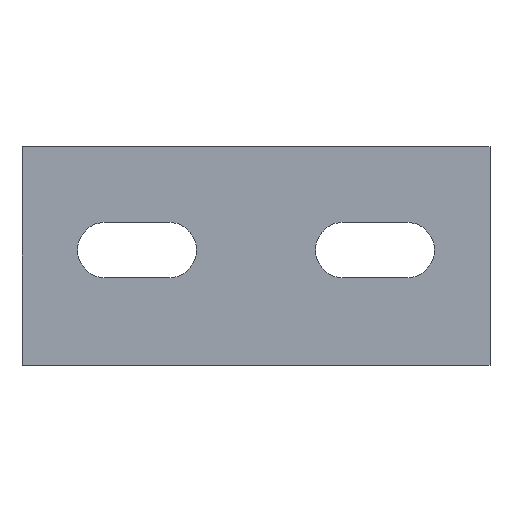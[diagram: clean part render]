
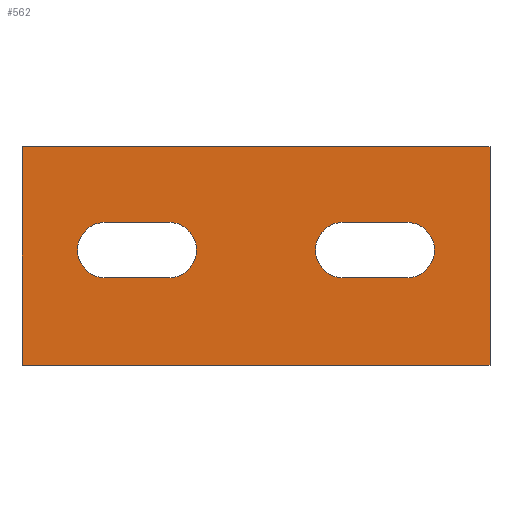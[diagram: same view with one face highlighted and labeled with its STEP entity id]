
A CAD part, front view. The second image highlights one B-rep face of the part: STEP entity #562.
In plain terms, the highlighted planar face has unit normal (0, -1, 0).
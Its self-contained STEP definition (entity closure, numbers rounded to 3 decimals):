
#23=FACE_BOUND('',#88,.T.);
#24=FACE_BOUND('',#89,.T.);
#30=PLANE('',#607);
#53=FACE_OUTER_BOUND('',#87,.T.);
#87=EDGE_LOOP('',(#431,#432,#433,#434));
#88=EDGE_LOOP('',(#435,#436,#437,#438));
#89=EDGE_LOOP('',(#439,#440,#441,#442));
#142=LINE('',#888,#201);
#143=LINE('',#890,#202);
#144=LINE('',#892,#203);
#145=LINE('',#893,#204);
#146=LINE('',#895,#205);
#147=LINE('',#897,#206);
#148=LINE('',#900,#207);
#149=LINE('',#902,#208);
#201=VECTOR('',#710,27.5);
#202=VECTOR('',#711,59.);
#203=VECTOR('',#712,27.5);
#204=VECTOR('',#713,59.);
#205=VECTOR('',#714,8.);
#206=VECTOR('',#715,8.);
#207=VECTOR('',#718,8.);
#208=VECTOR('',#719,8.);
#232=CIRCLE('',#588,3.5);
#234=CIRCLE('',#591,3.5);
#245=CIRCLE('',#608,3.5);
#246=CIRCLE('',#609,3.5);
#252=VERTEX_POINT('',#803);
#253=VERTEX_POINT('',#804);
#256=VERTEX_POINT('',#812);
#257=VERTEX_POINT('',#813);
#287=VERTEX_POINT('',#886);
#288=VERTEX_POINT('',#887);
#289=VERTEX_POINT('',#889);
#290=VERTEX_POINT('',#891);
#291=VERTEX_POINT('',#894);
#292=VERTEX_POINT('',#896);
#293=VERTEX_POINT('',#899);
#294=VERTEX_POINT('',#901);
#304=EDGE_CURVE('',#252,#253,#232,.T.);
#308=EDGE_CURVE('',#256,#257,#234,.T.);
#345=EDGE_CURVE('',#287,#288,#142,.T.);
#346=EDGE_CURVE('',#289,#287,#143,.T.);
#347=EDGE_CURVE('',#289,#290,#144,.T.);
#348=EDGE_CURVE('',#290,#288,#145,.T.);
#349=EDGE_CURVE('',#291,#252,#146,.T.);
#350=EDGE_CURVE('',#253,#292,#147,.T.);
#351=EDGE_CURVE('',#292,#291,#245,.T.);
#352=EDGE_CURVE('',#293,#256,#148,.T.);
#353=EDGE_CURVE('',#257,#294,#149,.T.);
#354=EDGE_CURVE('',#294,#293,#246,.T.);
#431=ORIENTED_EDGE('',*,*,#345,.F.);
#432=ORIENTED_EDGE('',*,*,#346,.F.);
#433=ORIENTED_EDGE('',*,*,#347,.T.);
#434=ORIENTED_EDGE('',*,*,#348,.T.);
#435=ORIENTED_EDGE('',*,*,#349,.T.);
#436=ORIENTED_EDGE('',*,*,#304,.T.);
#437=ORIENTED_EDGE('',*,*,#350,.T.);
#438=ORIENTED_EDGE('',*,*,#351,.T.);
#439=ORIENTED_EDGE('',*,*,#352,.T.);
#440=ORIENTED_EDGE('',*,*,#308,.T.);
#441=ORIENTED_EDGE('',*,*,#353,.T.);
#442=ORIENTED_EDGE('',*,*,#354,.T.);
#562=ADVANCED_FACE('',(#53,#23,#24),#30,.F.);
#588=AXIS2_PLACEMENT_3D('',#805,#642,#643);
#591=AXIS2_PLACEMENT_3D('',#814,#650,#651);
#607=AXIS2_PLACEMENT_3D('',#885,#708,#709);
#608=AXIS2_PLACEMENT_3D('',#898,#716,#717);
#609=AXIS2_PLACEMENT_3D('',#903,#720,#721);
#642=DIRECTION('center_axis',(0.,1.,0.));
#643=DIRECTION('ref_axis',(-1.,0.,0.));
#650=DIRECTION('center_axis',(0.,1.,0.));
#651=DIRECTION('ref_axis',(-1.,0.,0.));
#708=DIRECTION('center_axis',(0.,1.,0.));
#709=DIRECTION('ref_axis',(-1.,0.,0.));
#710=DIRECTION('',(0.,0.,-1.));
#711=DIRECTION('',(1.,0.,0.));
#712=DIRECTION('',(0.,0.,-1.));
#713=DIRECTION('',(1.,0.,0.));
#714=DIRECTION('',(-1.,0.,0.));
#715=DIRECTION('',(1.,0.,0.));
#716=DIRECTION('center_axis',(0.,1.,0.));
#717=DIRECTION('ref_axis',(-1.,0.,0.));
#718=DIRECTION('',(-1.,0.,0.));
#719=DIRECTION('',(1.,0.,0.));
#720=DIRECTION('center_axis',(0.,1.,0.));
#721=DIRECTION('ref_axis',(-1.,0.,0.));
#803=CARTESIAN_POINT('',(40.5,0.,-18.5));
#804=CARTESIAN_POINT('',(40.5,0.,-11.5));
#805=CARTESIAN_POINT('Origin',(40.5,0.,-15.));
#812=CARTESIAN_POINT('',(10.5,0.,-18.5));
#813=CARTESIAN_POINT('',(10.5,0.,-11.5));
#814=CARTESIAN_POINT('Origin',(10.5,0.,-15.));
#885=CARTESIAN_POINT('Origin',(59.,0.,29.5));
#886=CARTESIAN_POINT('',(59.,0.,-2.));
#887=CARTESIAN_POINT('',(59.,0.,-29.5));
#888=CARTESIAN_POINT('',(59.,0.,29.5));
#889=CARTESIAN_POINT('',(0.,0.,-2.));
#890=CARTESIAN_POINT('',(0.,0.,-2.));
#891=CARTESIAN_POINT('',(0.,0.,-29.5));
#892=CARTESIAN_POINT('',(0.,0.,29.5));
#893=CARTESIAN_POINT('',(59.,0.,-29.5));
#894=CARTESIAN_POINT('',(48.5,0.,-18.5));
#895=CARTESIAN_POINT('',(40.5,0.,-18.5));
#896=CARTESIAN_POINT('',(48.5,0.,-11.5));
#897=CARTESIAN_POINT('',(40.5,0.,-11.5));
#898=CARTESIAN_POINT('Origin',(48.5,0.,-15.));
#899=CARTESIAN_POINT('',(18.5,0.,-18.5));
#900=CARTESIAN_POINT('',(10.5,0.,-18.5));
#901=CARTESIAN_POINT('',(18.5,0.,-11.5));
#902=CARTESIAN_POINT('',(10.5,0.,-11.5));
#903=CARTESIAN_POINT('Origin',(18.5,0.,-15.));
